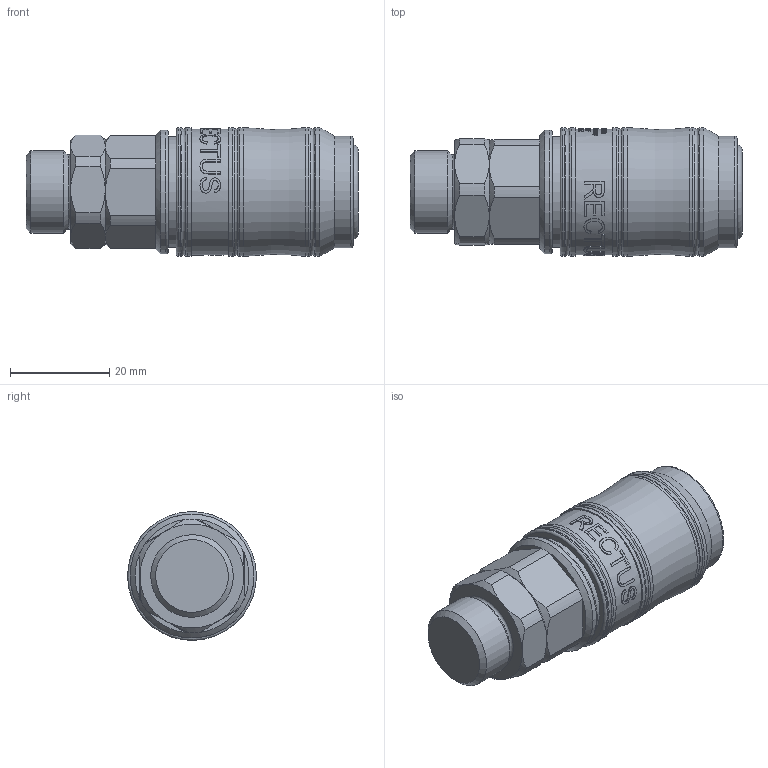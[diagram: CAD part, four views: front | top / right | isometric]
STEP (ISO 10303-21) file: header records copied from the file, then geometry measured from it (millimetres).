
FILE_DESCRIPTION((''),'2;1');
FILE_NAME('48kbaw17fvp.stp','2014-05-21T08:06:04',('IA176480'),(''),'Autodesk Inventor 2013','Autodesk Inventor 2013','');
FILE_SCHEMA(('AUTOMOTIVE_DESIGN { 1 0 10303 214 1 1 1 1 }'));
Length unit declared in the file: millimetre
Products named in the file (1): D110585
Bounding box: 67 x 25.99 x 25.99 mm (x, y, z)
Volume: 24918.1 mm3; surface area: 11466.5 mm2
Topology: 1 solids, 2 shells, 642 faces, 1689 edges, 1107 vertices
Faces by surface type: plane 265, bspline 248, cylinder 87, cone 27, torus 15
Full cylindrical faces by diameter (mm): 16.482 x1, 16.662 x2, 18 x1, 18.4 x1, 18.7 x1, 19 x1, 22.4 x1, 22.6 x1, 22.7 x1, 25 x1, 25.4 x1, 26 x6
Entity records: 78080 total; most frequent: CARTESIAN_POINT 63785, ORIENTED_EDGE 3280, DIRECTION 1941, EDGE_CURVE 1640, VERTEX_POINT 1100, EDGE_LOOP 742, B_SPLINE_CURVE_WITH_KNOTS 692, AXIS2_PLACEMENT_3D 650
